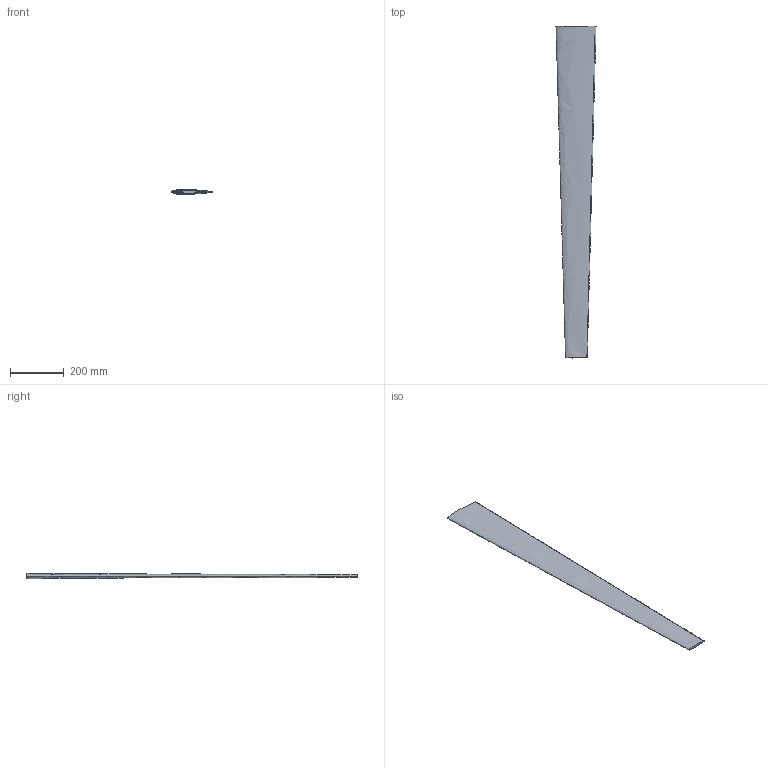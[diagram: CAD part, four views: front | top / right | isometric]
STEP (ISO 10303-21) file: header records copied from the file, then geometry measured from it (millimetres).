
FILE_DESCRIPTION (( 'STEP AP203' ), '1' );
FILE_NAME ('keel_6forAnalysisGC.STEP', '2013-02-24T16:03:00', ( '' ), ( '' ), 'SwSTEP 2.0', 'SolidWorks 2012', '' );
FILE_SCHEMA (( 'CONFIG_CONTROL_DESIGN' ));
Length unit declared in the file: centimetre
Products named in the file (1): keel_6forAnalysisGC
Bounding box: 149.51 x 1240 x 19.33 mm (x, y, z)
Volume: 1324899 mm3; surface area: 295359.1 mm2
Topology: 1 solids, 1 shells, 4 faces, 6 edges, 4 vertices
Faces by surface type: plane 2, bspline 2
Entity records: 263 total; most frequent: CARTESIAN_POINT 125, ORIENTED_EDGE 12, PERSON_AND_ORGANIZATION 8, DIRECTION 8, EDGE_CURVE 6, CC_DESIGN_PERSON_AND_ORGANIZATION_ASSIGNMENT 5, COORDINATED_UNIVERSAL_TIME_OFFSET 5, LOCAL_TIME 5
